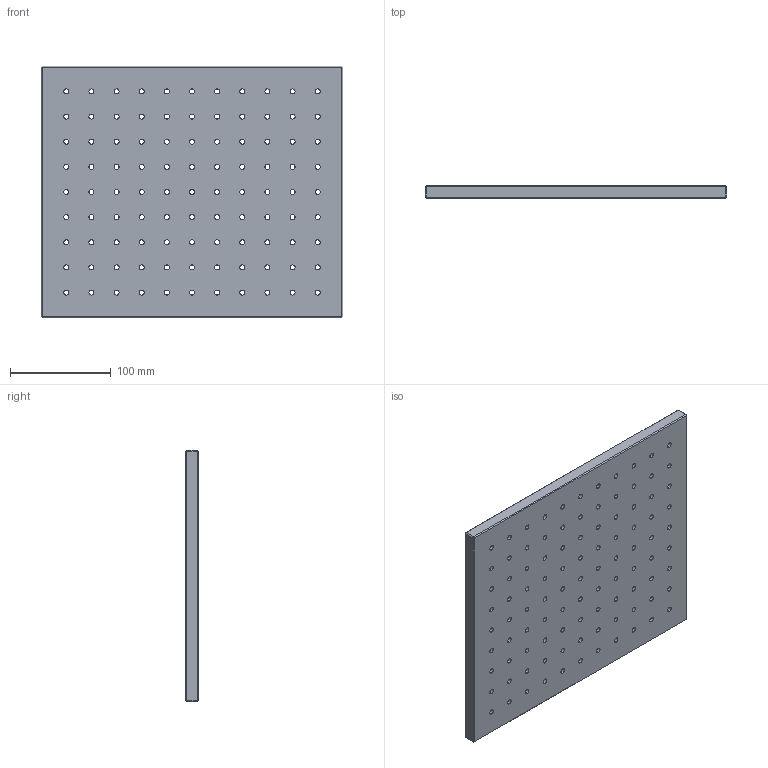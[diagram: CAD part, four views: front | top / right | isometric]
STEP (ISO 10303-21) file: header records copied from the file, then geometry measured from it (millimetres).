
FILE_DESCRIPTION (( 'STEP AP203' ), '1' );
FILE_NAME ('GCM-3004M.STEP', '2017-01-24T07:37:33', ( 'Lxtx999.CoM' ), ( 'Lxtx999.CoM' ), 'SwSTEP 2.0', 'SolidWorks 2012', '' );
FILE_SCHEMA (( 'CONFIG_CONTROL_DESIGN' ));
Length unit declared in the file: millimetre
Products named in the file (1): GCM-3004M
Bounding box: 300 x 12.7 x 250 mm (x, y, z)
Volume: 926692.9 mm3; surface area: 178510.4 mm2
Topology: 1 solids, 1 shells, 224 faces, 642 edges, 420 vertices
Faces by surface type: cylinder 198, plane 26
Entity records: 8003 total; most frequent: DIRECTION 1488, CARTESIAN_POINT 1287, ORIENTED_EDGE 1284, EDGE_CURVE 642, AXIS2_PLACEMENT_3D 621, EDGE_LOOP 422, VERTEX_POINT 420, CIRCLE 396
